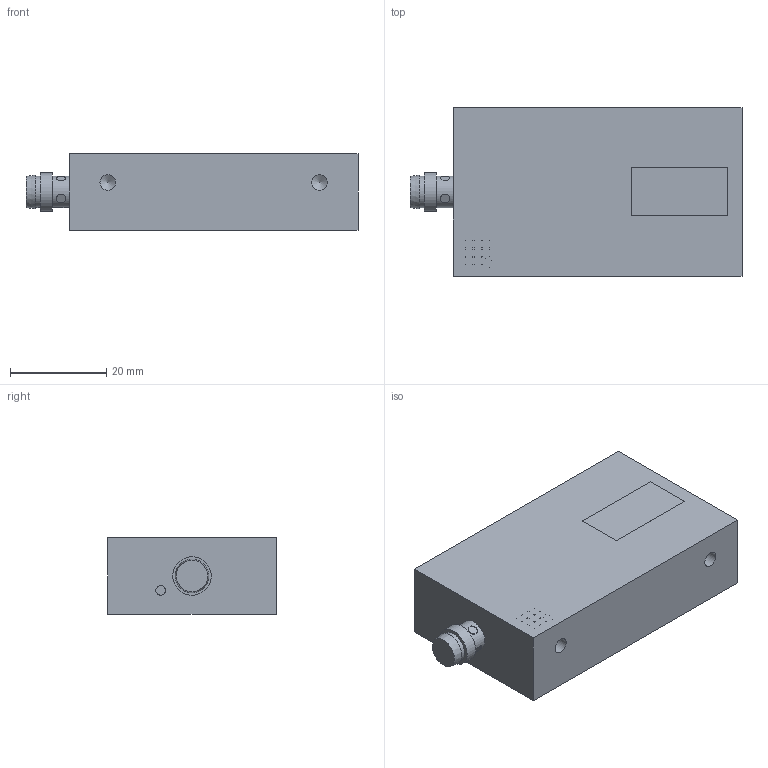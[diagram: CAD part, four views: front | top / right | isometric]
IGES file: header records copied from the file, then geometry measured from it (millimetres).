
Global section: file name: No Iges File Name specified; native system: AutoDesk Inventor R10; preprocessor: AutoDesk Inventor Iges Exporter R10; author: No Author specified; organization: No Organization specified; date: 20081030.102809; units: millimetre
Bounding box: 69 x 35 x 16 mm (x, y, z)
Volume: 33816.3 mm3; surface area: 7718.2 mm2
Topology: 2 solids, 2 shells, 151 faces, 348 edges, 234 vertices
Faces by surface type: plane 130, revolution 11, cylinder 5, bspline 4, cone 1
Full cylindrical faces by diameter (mm): 1 x1, 2 x1, 6.5 x2, 8 x1
